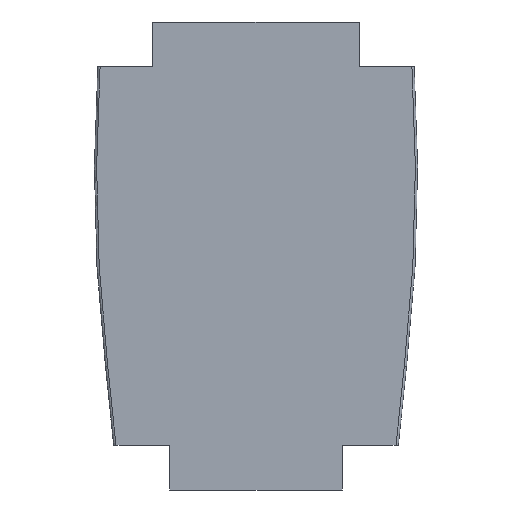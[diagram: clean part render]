
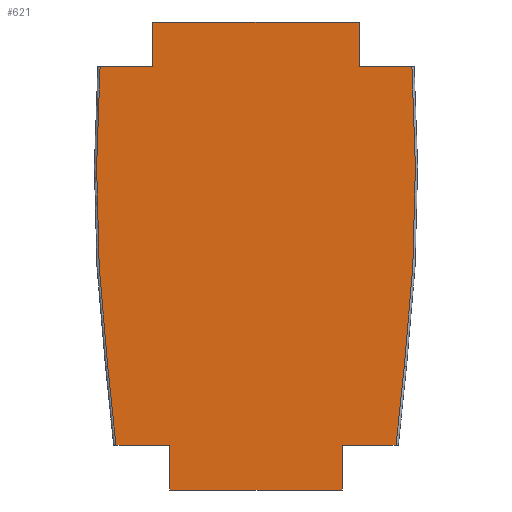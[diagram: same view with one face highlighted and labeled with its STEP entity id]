
A CAD part, front view. The second image highlights one B-rep face of the part: STEP entity #621.
In plain terms, the highlighted planar face has unit normal (0, -1, 0).
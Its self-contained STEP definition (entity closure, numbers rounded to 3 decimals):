
#54=CIRCLE('',#699,745.226);
#55=CIRCLE('',#701,745.226);
#101=FACE_OUTER_BOUND('',#143,.T.);
#143=EDGE_LOOP('',(#543,#544,#545,#546,#547,#548,#549,#550,#551,#552,#553,
#554,#555,#556));
#161=LINE('',#944,#215);
#164=LINE('',#950,#218);
#167=LINE('',#956,#221);
#171=LINE('',#973,#225);
#174=LINE('',#977,#228);
#177=LINE('',#985,#231);
#180=LINE('',#1013,#234);
#183=LINE('',#1019,#237);
#186=LINE('',#1025,#240);
#189=LINE('',#1031,#243);
#195=LINE('',#1103,#249);
#200=LINE('',#1237,#254);
#215=VECTOR('',#774,10.);
#218=VECTOR('',#779,10.);
#221=VECTOR('',#784,10.);
#225=VECTOR('',#798,10.);
#228=VECTOR('',#803,10.);
#231=VECTOR('',#808,10.);
#234=VECTOR('',#813,10.);
#237=VECTOR('',#818,10.);
#240=VECTOR('',#823,10.);
#243=VECTOR('',#828,10.);
#249=VECTOR('',#840,10.);
#254=VECTOR('',#873,10.);
#273=VERTEX_POINT('',#941);
#274=VERTEX_POINT('',#943);
#276=VERTEX_POINT('',#949);
#278=VERTEX_POINT('',#955);
#285=VERTEX_POINT('',#970);
#286=VERTEX_POINT('',#972);
#289=VERTEX_POINT('',#982);
#290=VERTEX_POINT('',#984);
#294=VERTEX_POINT('',#1002);
#296=VERTEX_POINT('',#1018);
#298=VERTEX_POINT('',#1024);
#300=VERTEX_POINT('',#1030);
#306=VERTEX_POINT('',#1102);
#310=VERTEX_POINT('',#1197);
#337=EDGE_CURVE('',#274,#273,#161,.T.);
#340=EDGE_CURVE('',#276,#274,#164,.T.);
#343=EDGE_CURVE('',#278,#276,#167,.T.);
#351=EDGE_CURVE('',#286,#285,#171,.T.);
#354=EDGE_CURVE('',#273,#286,#174,.T.);
#357=EDGE_CURVE('',#290,#289,#177,.T.);
#362=EDGE_CURVE('',#289,#294,#180,.T.);
#365=EDGE_CURVE('',#296,#290,#183,.T.);
#368=EDGE_CURVE('',#298,#296,#186,.T.);
#371=EDGE_CURVE('',#300,#298,#189,.T.);
#380=EDGE_CURVE('',#278,#306,#195,.T.);
#392=EDGE_CURVE('',#306,#294,#54,.T.);
#393=EDGE_CURVE('',#300,#310,#55,.T.);
#395=EDGE_CURVE('',#310,#285,#200,.T.);
#543=ORIENTED_EDGE('',*,*,#351,.T.);
#544=ORIENTED_EDGE('',*,*,#395,.F.);
#545=ORIENTED_EDGE('',*,*,#393,.F.);
#546=ORIENTED_EDGE('',*,*,#371,.T.);
#547=ORIENTED_EDGE('',*,*,#368,.T.);
#548=ORIENTED_EDGE('',*,*,#365,.T.);
#549=ORIENTED_EDGE('',*,*,#357,.T.);
#550=ORIENTED_EDGE('',*,*,#362,.T.);
#551=ORIENTED_EDGE('',*,*,#392,.F.);
#552=ORIENTED_EDGE('',*,*,#380,.F.);
#553=ORIENTED_EDGE('',*,*,#343,.T.);
#554=ORIENTED_EDGE('',*,*,#340,.T.);
#555=ORIENTED_EDGE('',*,*,#337,.T.);
#556=ORIENTED_EDGE('',*,*,#354,.T.);
#588=PLANE('',#703);
#621=ADVANCED_FACE('',(#101),#588,.F.);
#699=AXIS2_PLACEMENT_3D('',#1195,#865,#866);
#701=AXIS2_PLACEMENT_3D('',#1198,#869,#870);
#703=AXIS2_PLACEMENT_3D('',#1238,#874,#875);
#774=DIRECTION('',(1.,0.,0.));
#779=DIRECTION('',(0.,0.,-1.));
#784=DIRECTION('',(1.,0.,0.));
#798=DIRECTION('',(1.,0.,0.));
#803=DIRECTION('',(0.,0.,1.));
#808=DIRECTION('',(0.,0.,-1.));
#813=DIRECTION('',(-1.,0.,0.));
#818=DIRECTION('',(-1.,0.,0.));
#823=DIRECTION('',(0.,0.,1.));
#828=DIRECTION('',(-1.,0.,0.));
#840=DIRECTION('',(-0.104,0.,0.995));
#865=DIRECTION('center_axis',(0.,1.,0.));
#866=DIRECTION('ref_axis',(-1.,0.,0.021));
#869=DIRECTION('center_axis',(0.,1.,0.));
#870=DIRECTION('ref_axis',(1.,0.,0.021));
#873=DIRECTION('',(-0.104,0.,-0.995));
#874=DIRECTION('center_axis',(0.,1.,0.));
#875=DIRECTION('ref_axis',(0.,0.,1.));
#941=CARTESIAN_POINT('',(38.463,0.,-94.094));
#943=CARTESIAN_POINT('',(-38.463,0.,-94.094));
#944=CARTESIAN_POINT('',(-19.232,0.,-94.094));
#949=CARTESIAN_POINT('',(-38.463,0.,-74.094));
#950=CARTESIAN_POINT('',(-38.463,0.,-18.094));
#955=CARTESIAN_POINT('',(-62.541,0.,-74.094));
#956=CARTESIAN_POINT('',(-31.773,0.,-74.094));
#970=CARTESIAN_POINT('',(62.541,0.,-74.094));
#972=CARTESIAN_POINT('',(38.463,0.,-74.094));
#973=CARTESIAN_POINT('',(19.232,0.,-74.094));
#977=CARTESIAN_POINT('',(38.463,0.,-28.094));
#982=CARTESIAN_POINT('',(-46.081,0.,94.906));
#984=CARTESIAN_POINT('',(-46.081,0.,114.906));
#985=CARTESIAN_POINT('',(-46.081,0.,76.406));
#1002=CARTESIAN_POINT('',(-69.635,0.,94.906));
#1013=CARTESIAN_POINT('',(-23.041,0.,94.906));
#1018=CARTESIAN_POINT('',(46.081,0.,114.906));
#1019=CARTESIAN_POINT('',(23.041,0.,114.906));
#1024=CARTESIAN_POINT('',(46.081,0.,94.906));
#1025=CARTESIAN_POINT('',(46.081,0.,66.406));
#1030=CARTESIAN_POINT('',(69.635,0.,94.906));
#1031=CARTESIAN_POINT('',(35.319,0.,94.906));
#1102=CARTESIAN_POINT('',(-66.21,0.,-38.866));
#1103=CARTESIAN_POINT('',(-61.346,0.,-85.565));
#1195=CARTESIAN_POINT('Origin',(674.05,0.,47.019));
#1197=CARTESIAN_POINT('',(66.21,0.,-38.866));
#1198=CARTESIAN_POINT('Origin',(-674.05,0.,47.019));
#1237=CARTESIAN_POINT('',(69.81,0.,-4.306));
#1238=CARTESIAN_POINT('Origin',(0.,0.,37.906));
